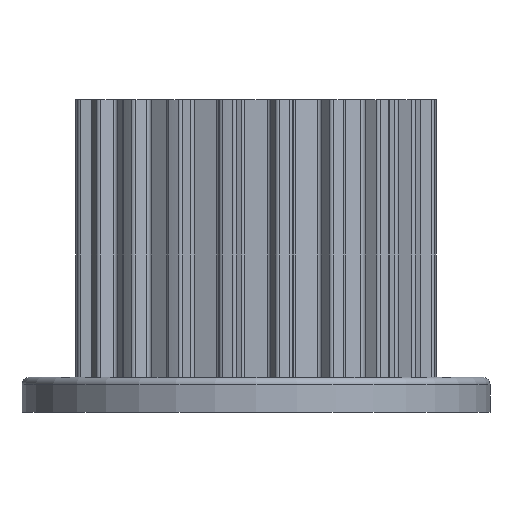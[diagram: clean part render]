
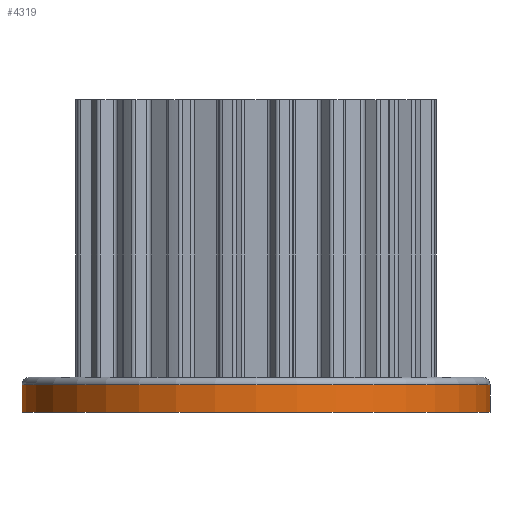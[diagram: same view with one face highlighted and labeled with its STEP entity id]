
A CAD part, front view. The second image highlights one B-rep face of the part: STEP entity #4319.
In plain terms, the highlighted cylindrical face has radius 8 mm (diameter 16 mm), a partial arc.
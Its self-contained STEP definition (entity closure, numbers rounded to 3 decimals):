
#387 = EDGE_CURVE ( 'NONE', #3633, #3638, #653, .T. ) ;
#467 = EDGE_CURVE ( 'NONE', #2967, #3637, #762, .T. ) ;
#653 = LINE ( 'NONE', #4831, #657 ) ;
#657 = VECTOR ( 'NONE', #4823, 1000. ) ;
#762 = LINE ( 'NONE', #3244, #766 ) ;
#766 = VECTOR ( 'NONE', #3243, 1000. ) ;
#2312 = AXIS2_PLACEMENT_3D ( 'NONE', #5302, #5303, #5301 ) ;
#2326 = AXIS2_PLACEMENT_3D ( 'NONE', #5494, #5495, #5496 ) ;
#2352 = AXIS2_PLACEMENT_3D ( 'NONE', #5600, #5601, #5602 ) ;
#2589 = ORIENTED_EDGE ( 'NONE', *, *, #467, .F. ) ;
#2590 = ORIENTED_EDGE ( 'NONE', *, *, #5205, .T. ) ;
#2591 = ORIENTED_EDGE ( 'NONE', *, *, #387, .T. ) ;
#2592 = ORIENTED_EDGE ( 'NONE', *, *, #5164, .F. ) ;
#2967 = VERTEX_POINT ( 'NONE', #4100 ) ;
#2992 = EDGE_LOOP ( 'NONE', ( #2589, #2590, #2591, #2592 ) ) ;
#3243 = DIRECTION ( 'NONE',  ( 0., 0., 1. ) ) ;
#3244 = CARTESIAN_POINT ( 'NONE',  ( -8., 0., 0. ) ) ;
#3633 = VERTEX_POINT ( 'NONE', #4157 ) ;
#3637 = VERTEX_POINT ( 'NONE', #4163 ) ;
#3638 = VERTEX_POINT ( 'NONE', #4164 ) ;
#4100 = CARTESIAN_POINT ( 'NONE',  ( -8., 0., -5.95 ) ) ;
#4157 = CARTESIAN_POINT ( 'NONE',  ( 8., 0., -5.95 ) ) ;
#4163 = CARTESIAN_POINT ( 'NONE',  ( -8., 0., -5. ) ) ;
#4164 = CARTESIAN_POINT ( 'NONE',  ( 8., 0., -5. ) ) ;
#4319 = ADVANCED_FACE ( 'NONE', ( #4930 ), #4935, .T. ) ;
#4823 = DIRECTION ( 'NONE',  ( 0., 0., 1. ) ) ;
#4831 = CARTESIAN_POINT ( 'NONE',  ( 8., 0., 0. ) ) ;
#4930 = FACE_OUTER_BOUND ( 'NONE', #2992, .T. ) ;
#4935 = CYLINDRICAL_SURFACE ( 'NONE', #2312, 8. ) ;
#4961 = CIRCLE ( 'NONE', #2326, 8. ) ;
#4975 = CIRCLE ( 'NONE', #2352, 8. ) ;
#5164 = EDGE_CURVE ( 'NONE', #3637, #3638, #4961, .T. ) ;
#5205 = EDGE_CURVE ( 'NONE', #2967, #3633, #4975, .T. ) ;
#5301 = DIRECTION ( 'NONE',  ( 1., 0., 0. ) ) ;
#5302 = CARTESIAN_POINT ( 'NONE',  ( 0., 0., 0. ) ) ;
#5303 = DIRECTION ( 'NONE',  ( 0., 0., 1. ) ) ;
#5494 = CARTESIAN_POINT ( 'NONE',  ( 0., 0., -5. ) ) ;
#5495 = DIRECTION ( 'NONE',  ( 0., 0., 1. ) ) ;
#5496 = DIRECTION ( 'NONE',  ( 1., 0., 0. ) ) ;
#5600 = CARTESIAN_POINT ( 'NONE',  ( 0., 0., -5.95 ) ) ;
#5601 = DIRECTION ( 'NONE',  ( 0., 0., 1. ) ) ;
#5602 = DIRECTION ( 'NONE',  ( 1., 0., 0. ) ) ;
